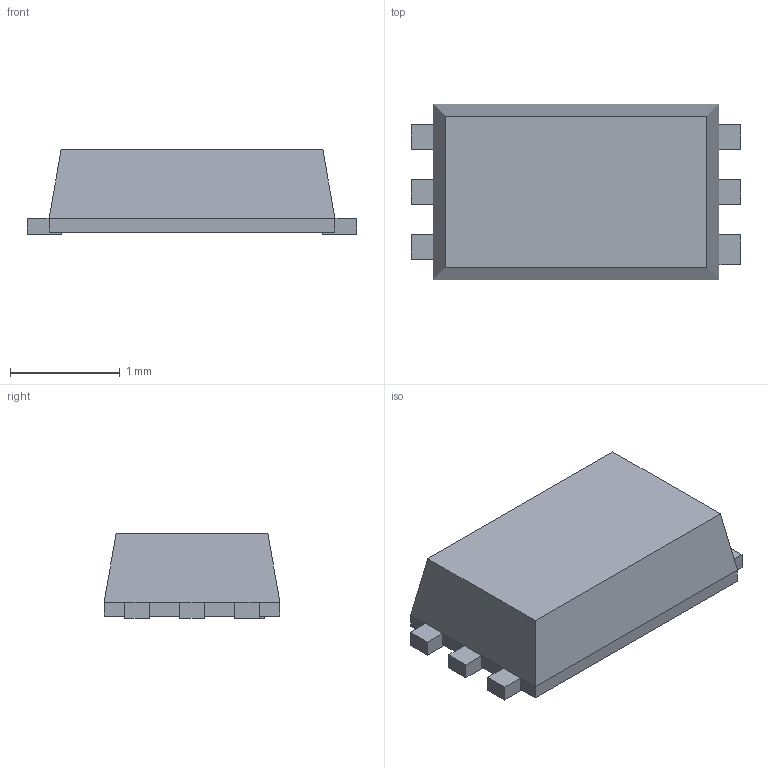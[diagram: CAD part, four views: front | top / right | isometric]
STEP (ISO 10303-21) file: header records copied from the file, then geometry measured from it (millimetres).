
FILE_DESCRIPTION( ( '' ), ' ' );
FILE_NAME( '5a7c52bc70619f0b76fb0c0e.step', '2018-02-08T13:38:04', ( '' ), ( '' ), ' ', ' ', ' ' );
FILE_SCHEMA( ( 'AUTOMOTIVE_DESIGN { 1 0 10303 214 1 1 1 1 }' ) );
Length unit declared in the file: metre
Products named in the file (1): Open CASCADE STEP translator 6.8 1
Bounding box: 3 x 1.6 x 0.77 mm (x, y, z)
Volume: 2.9 mm3; surface area: 14.5 mm2
Topology: 1 solids, 1 shells, 52 faces, 134 edges, 84 vertices
Faces by surface type: plane 52
Entity records: 2632 total; most frequent: CARTESIAN_POINT 271, ORIENTED_EDGE 268, DIRECTION 240, STYLED_ITEM 186, PRESENTATION_STYLE_ASSIGNMENT 186, COLOUR_RGB 186, EDGE_CURVE 134, CURVE_STYLE 134
